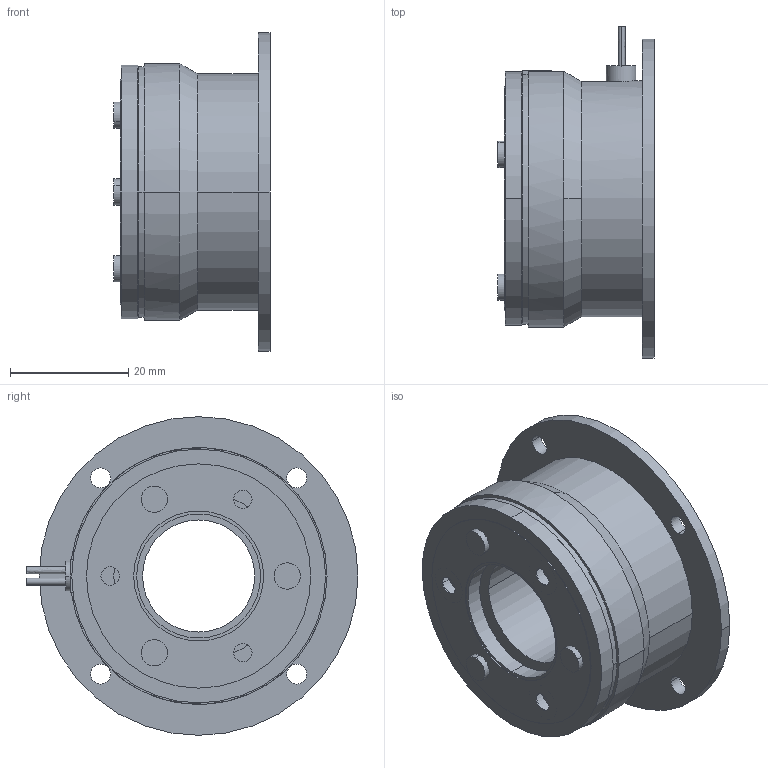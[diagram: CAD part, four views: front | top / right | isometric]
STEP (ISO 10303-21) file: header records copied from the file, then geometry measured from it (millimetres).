
FILE_DESCRIPTION((''),'2;1');
FILE_NAME('14.110.04.103.stp','2004-01-30T09:32:38',('schöttelndreier'),(''),'Autodesk Inventor 8','Autodesk Inventor 8','');
FILE_SCHEMA(('AUTOMOTIVE_DESIGN { 1 0 10303 214 1 1 1 1 }'));
Length unit declared in the file: millimetre
Products named in the file (11): 14.110.04.103; 14.110.04.100-001 dxf; 14.110.4.991-001 dxf; 14.100.04.994-100 dxf; Spule_04 dxf; Reibbelag_04 dxf; Masse Bremse 04; 14.100.04.003-001; 14.100.04.993-001; 14.102.04-53.002; Niet1
Assembly tree (12 placements, depth 3):
  14.110.04.103
    14.110.04.100-001 dxf
      14.110.4.991-001 dxf
      14.100.04.994-100 dxf
      Spule_04 dxf
      Reibbelag_04 dxf
      Masse Bremse 04
    14.100.04.003-001
      14.100.04.993-001
      14.102.04-53.002
      Niet1  x3
Bounding box: 26.45 x 56.25 x 54 mm (x, y, z)
Volume: 27185.4 mm3; surface area: 26310.1 mm2
Topology: 10 solids, 10 shells, 165 faces, 396 edges, 260 vertices
Faces by surface type: cylinder 99, plane 44, cone 17, bspline 3, torus 2
Entity records: 5087 total; most frequent: CARTESIAN_POINT 1038, DIRECTION 870, ORIENTED_EDGE 728, EDGE_CURVE 364, AXIS2_PLACEMENT_3D 362, VERTEX_POINT 240, EDGE_LOOP 200, CIRCLE 195
